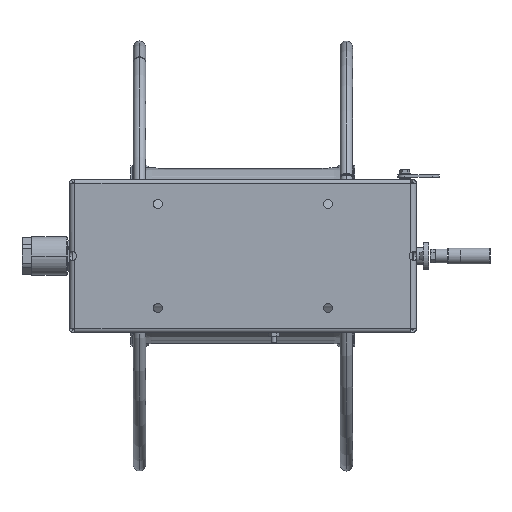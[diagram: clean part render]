
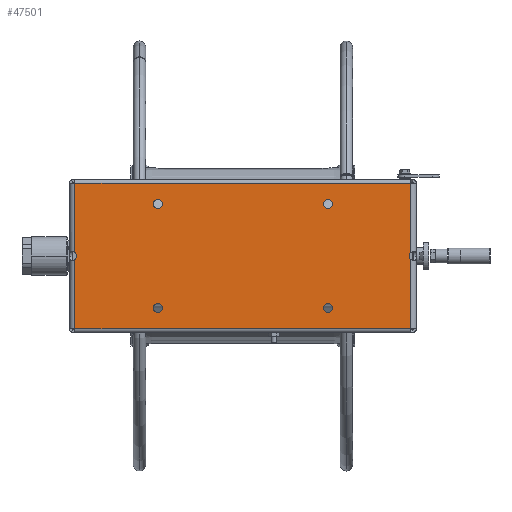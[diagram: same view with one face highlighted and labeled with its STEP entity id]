
A CAD part, front view. The second image highlights one B-rep face of the part: STEP entity #47501.
In plain terms, the highlighted planar face has unit normal (0, -1, 0).
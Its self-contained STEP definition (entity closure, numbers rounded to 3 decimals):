
#44297=DIRECTION('',(0.,0.,-1.));
#44298=VECTOR('',#44297,99.918);
#44299=CARTESIAN_POINT('',(-242.,-364.2,105.));
#44300=LINE('',#44299,#44298);
#44321=DIRECTION('',(0.,0.,-1.));
#44322=VECTOR('',#44321,99.918);
#44323=CARTESIAN_POINT('',(-242.,-364.2,-5.082));
#44324=LINE('',#44323,#44322);
#44723=DIRECTION('',(-1.,0.,0.));
#44724=VECTOR('',#44723,484.);
#44725=CARTESIAN_POINT('',(242.,-364.2,-105.));
#44726=LINE('',#44725,#44724);
#44737=CARTESIAN_POINT('',(-246.053,-364.2,0.));
#44738=DIRECTION('',(0.,1.,0.));
#44739=DIRECTION('',(0.623,0.,0.782));
#44740=AXIS2_PLACEMENT_3D('',#44737,#44738,#44739);
#44742=CARTESIAN_POINT('',(246.053,-364.2,0.));
#44743=DIRECTION('',(0.,1.,0.));
#44744=DIRECTION('',(-1.,0.,0.));
#44745=AXIS2_PLACEMENT_3D('',#44742,#44743,#44744);
#44747=CARTESIAN_POINT('',(246.053,-364.2,0.));
#44748=DIRECTION('',(0.,1.,0.));
#44749=DIRECTION('',(-0.623,0.,-0.782));
#44750=AXIS2_PLACEMENT_3D('',#44747,#44748,#44749);
#44752=CARTESIAN_POINT('',(-246.053,-364.2,0.));
#44753=DIRECTION('',(0.,1.,0.));
#44754=DIRECTION('',(1.,0.,0.));
#44755=AXIS2_PLACEMENT_3D('',#44752,#44753,#44754);
#44757=CARTESIAN_POINT('',(-122.5,-364.2,-75.));
#44758=DIRECTION('',(0.,1.,0.));
#44759=DIRECTION('',(-1.,0.,0.));
#44760=AXIS2_PLACEMENT_3D('',#44757,#44758,#44759);
#44762=CARTESIAN_POINT('',(-122.5,-364.2,-75.));
#44763=DIRECTION('',(0.,1.,0.));
#44764=DIRECTION('',(1.,0.,0.));
#44765=AXIS2_PLACEMENT_3D('',#44762,#44763,#44764);
#44767=CARTESIAN_POINT('',(-122.5,-364.2,75.));
#44768=DIRECTION('',(0.,1.,0.));
#44769=DIRECTION('',(-1.,0.,0.));
#44770=AXIS2_PLACEMENT_3D('',#44767,#44768,#44769);
#44772=CARTESIAN_POINT('',(-122.5,-364.2,75.));
#44773=DIRECTION('',(0.,1.,0.));
#44774=DIRECTION('',(1.,0.,0.));
#44775=AXIS2_PLACEMENT_3D('',#44772,#44773,#44774);
#44777=CARTESIAN_POINT('',(122.5,-364.2,-75.));
#44778=DIRECTION('',(0.,1.,0.));
#44779=DIRECTION('',(-1.,0.,0.));
#44780=AXIS2_PLACEMENT_3D('',#44777,#44778,#44779);
#44782=CARTESIAN_POINT('',(122.5,-364.2,-75.));
#44783=DIRECTION('',(0.,1.,0.));
#44784=DIRECTION('',(1.,0.,0.));
#44785=AXIS2_PLACEMENT_3D('',#44782,#44783,#44784);
#44787=CARTESIAN_POINT('',(122.5,-364.2,75.));
#44788=DIRECTION('',(0.,1.,0.));
#44789=DIRECTION('',(-1.,0.,0.));
#44790=AXIS2_PLACEMENT_3D('',#44787,#44788,#44789);
#44792=CARTESIAN_POINT('',(122.5,-364.2,75.));
#44793=DIRECTION('',(0.,1.,0.));
#44794=DIRECTION('',(1.,0.,0.));
#44795=AXIS2_PLACEMENT_3D('',#44792,#44793,#44794);
#45058=DIRECTION('',(0.,0.,-1.));
#45059=VECTOR('',#45058,99.918);
#45060=CARTESIAN_POINT('',(242.,-364.2,105.));
#45061=LINE('',#45060,#45059);
#45101=DIRECTION('',(0.,0.,-1.));
#45102=VECTOR('',#45101,99.918);
#45103=CARTESIAN_POINT('',(242.,-364.2,-5.082));
#45104=LINE('',#45103,#45102);
#45299=DIRECTION('',(1.,0.,0.));
#45300=VECTOR('',#45299,484.);
#45301=CARTESIAN_POINT('',(-242.,-364.2,105.));
#45302=LINE('',#45301,#45300);
#46052=CARTESIAN_POINT('',(-242.,-364.2,5.082));
#46053=CARTESIAN_POINT('',(-239.553,-364.2,0.));
#46054=VERTEX_POINT('',#46052);
#46055=VERTEX_POINT('',#46053);
#46056=CARTESIAN_POINT('',(-242.,-364.2,-5.082));
#46057=VERTEX_POINT('',#46056);
#46058=CARTESIAN_POINT('',(239.553,-364.2,0.));
#46059=CARTESIAN_POINT('',(242.,-364.2,5.082));
#46060=VERTEX_POINT('',#46058);
#46061=VERTEX_POINT('',#46059);
#46062=CARTESIAN_POINT('',(242.,-364.2,-5.082));
#46063=VERTEX_POINT('',#46062);
#46094=CARTESIAN_POINT('',(242.,-364.2,105.));
#46095=VERTEX_POINT('',#46094);
#46100=CARTESIAN_POINT('',(242.,-364.2,-105.));
#46101=VERTEX_POINT('',#46100);
#46112=CARTESIAN_POINT('',(-242.,-364.2,105.));
#46113=VERTEX_POINT('',#46112);
#46114=CARTESIAN_POINT('',(-242.,-364.2,-105.));
#46115=VERTEX_POINT('',#46114);
#46182=CARTESIAN_POINT('',(-129.,-364.2,-75.));
#46183=CARTESIAN_POINT('',(-116.,-364.2,-75.));
#46184=VERTEX_POINT('',#46182);
#46185=VERTEX_POINT('',#46183);
#46190=CARTESIAN_POINT('',(-129.,-364.2,75.));
#46191=CARTESIAN_POINT('',(-116.,-364.2,75.));
#46192=VERTEX_POINT('',#46190);
#46193=VERTEX_POINT('',#46191);
#46194=CARTESIAN_POINT('',(116.,-364.2,-75.));
#46195=CARTESIAN_POINT('',(129.,-364.2,-75.));
#46196=VERTEX_POINT('',#46194);
#46197=VERTEX_POINT('',#46195);
#46198=CARTESIAN_POINT('',(116.,-364.2,75.));
#46199=CARTESIAN_POINT('',(129.,-364.2,75.));
#46200=VERTEX_POINT('',#46198);
#46201=VERTEX_POINT('',#46199);
#47453=CARTESIAN_POINT('',(-250.,-364.2,110.));
#47454=DIRECTION('',(0.,-1.,0.));
#47455=DIRECTION('',(1.,0.,0.));
#47456=AXIS2_PLACEMENT_3D('',#47453,#47454,#47455);
#47457=PLANE('',#47456);
#47459=ORIENTED_EDGE('',*,*,#47458,.F.);
#47460=ORIENTED_EDGE('',*,*,#46687,.F.);
#47462=ORIENTED_EDGE('',*,*,#47461,.T.);
#47464=ORIENTED_EDGE('',*,*,#47463,.T.);
#47466=ORIENTED_EDGE('',*,*,#47465,.F.);
#47468=ORIENTED_EDGE('',*,*,#47467,.F.);
#47470=ORIENTED_EDGE('',*,*,#47469,.T.);
#47471=ORIENTED_EDGE('',*,*,#47431,.T.);
#47472=ORIENTED_EDGE('',*,*,#46711,.F.);
#47474=ORIENTED_EDGE('',*,*,#47473,.F.);
#47475=EDGE_LOOP('',(#47459,#47460,#47462,#47464,#47466,#47468,#47470,#47471,
#47472,#47474));
#47476=FACE_OUTER_BOUND('',#47475,.F.);
#47478=ORIENTED_EDGE('',*,*,#47477,.F.);
#47480=ORIENTED_EDGE('',*,*,#47479,.F.);
#47481=EDGE_LOOP('',(#47478,#47480));
#47482=FACE_BOUND('',#47481,.F.);
#47484=ORIENTED_EDGE('',*,*,#47483,.F.);
#47486=ORIENTED_EDGE('',*,*,#47485,.F.);
#47487=EDGE_LOOP('',(#47484,#47486));
#47488=FACE_BOUND('',#47487,.F.);
#47490=ORIENTED_EDGE('',*,*,#47489,.F.);
#47492=ORIENTED_EDGE('',*,*,#47491,.F.);
#47493=EDGE_LOOP('',(#47490,#47492));
#47494=FACE_BOUND('',#47493,.F.);
#47496=ORIENTED_EDGE('',*,*,#47495,.F.);
#47498=ORIENTED_EDGE('',*,*,#47497,.F.);
#47499=EDGE_LOOP('',(#47496,#47498));
#47500=FACE_BOUND('',#47499,.F.);
#47501=ADVANCED_FACE('',(#47476,#47482,#47488,#47494,#47500),#47457,.T.);
#44741=CIRCLE('',#44740,6.5);
#44746=CIRCLE('',#44745,6.5);
#44751=CIRCLE('',#44750,6.5);
#44756=CIRCLE('',#44755,6.5);
#44761=CIRCLE('',#44760,6.5);
#44766=CIRCLE('',#44765,6.5);
#44771=CIRCLE('',#44770,6.5);
#44776=CIRCLE('',#44775,6.5);
#44781=CIRCLE('',#44780,6.5);
#44786=CIRCLE('',#44785,6.5);
#44791=CIRCLE('',#44790,6.5);
#44796=CIRCLE('',#44795,6.5);
#46687=EDGE_CURVE('',#46113,#46054,#44300,.T.);
#46711=EDGE_CURVE('',#46057,#46115,#44324,.T.);
#47431=EDGE_CURVE('',#46101,#46115,#44726,.T.);
#47458=EDGE_CURVE('',#46054,#46055,#44741,.T.);
#47461=EDGE_CURVE('',#46113,#46095,#45302,.T.);
#47463=EDGE_CURVE('',#46095,#46061,#45061,.T.);
#47465=EDGE_CURVE('',#46060,#46061,#44746,.T.);
#47467=EDGE_CURVE('',#46063,#46060,#44751,.T.);
#47469=EDGE_CURVE('',#46063,#46101,#45104,.T.);
#47473=EDGE_CURVE('',#46055,#46057,#44756,.T.);
#47477=EDGE_CURVE('',#46184,#46185,#44761,.T.);
#47479=EDGE_CURVE('',#46185,#46184,#44766,.T.);
#47483=EDGE_CURVE('',#46192,#46193,#44771,.T.);
#47485=EDGE_CURVE('',#46193,#46192,#44776,.T.);
#47489=EDGE_CURVE('',#46196,#46197,#44781,.T.);
#47491=EDGE_CURVE('',#46197,#46196,#44786,.T.);
#47495=EDGE_CURVE('',#46200,#46201,#44791,.T.);
#47497=EDGE_CURVE('',#46201,#46200,#44796,.T.);
